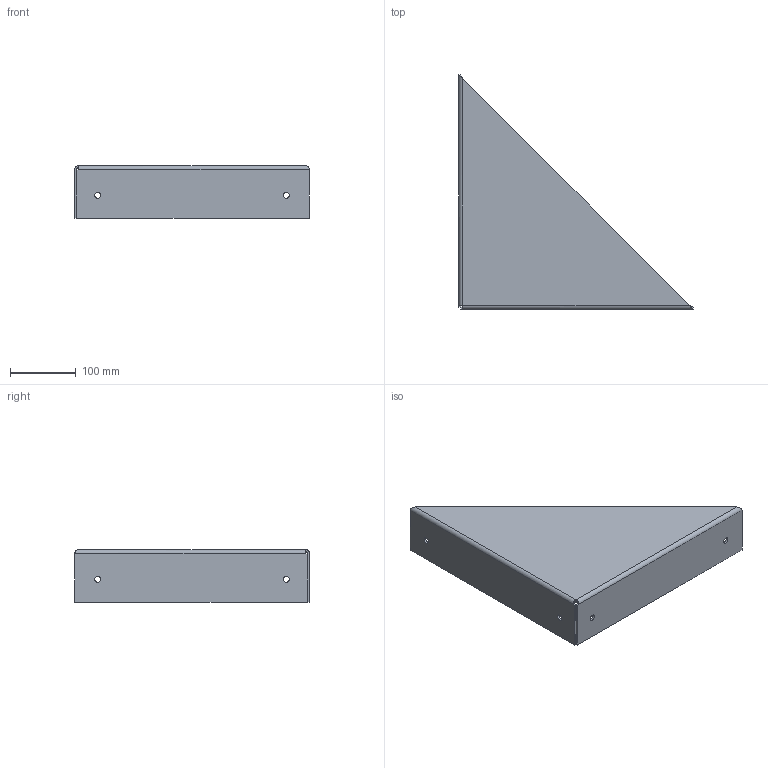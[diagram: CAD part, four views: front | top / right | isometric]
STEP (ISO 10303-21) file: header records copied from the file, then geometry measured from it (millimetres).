
FILE_DESCRIPTION(/* description */ ('STEP AP214'),/* implementation_level */ '2;1');
FILE_NAME(/* name */ '68b06c48cfb20c0abe15e6c4',/* time_stamp */ '2025-08-28T14:48:41Z',/* author */ (''),/* organization */ (''),/* preprocessor_version */ 'ST-DEVELOPER v20',/* originating_system */ 'ONSHAPE BY PTC INC, 1.202',/* authorisation */ ' ');
FILE_SCHEMA (('AUTOMOTIVE_DESIGN {1 0 10303 214 3 1 1}'));
Length unit declared in the file: metre
Products named in the file (1): Part 1
Bounding box: 356 x 356 x 80 mm (x, y, z)
Volume: 348131.5 mm3; surface area: 237004.2 mm2
Topology: 1 solids, 1 shells, 27 faces, 59 edges, 34 vertices
Faces by surface type: plane 17, cylinder 8, bspline 2
Full cylindrical faces by diameter (mm): 9 x4
Entity records: 1125 total; most frequent: CARTESIAN_POINT 513, DIRECTION 115, ORIENTED_EDGE 110, EDGE_CURVE 55, LINE 39, VECTOR 39, EDGE_LOOP 39, FACE_BOUND 39
